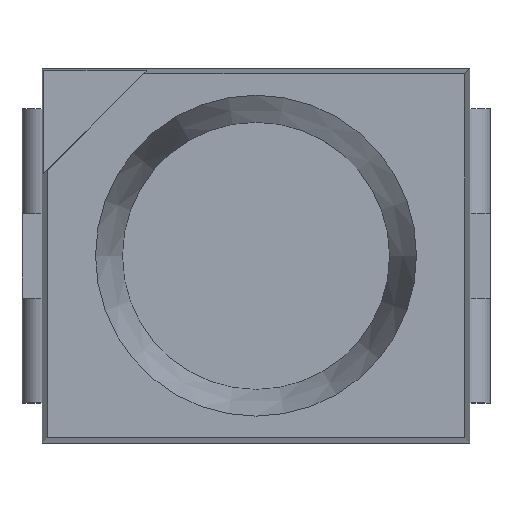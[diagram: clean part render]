
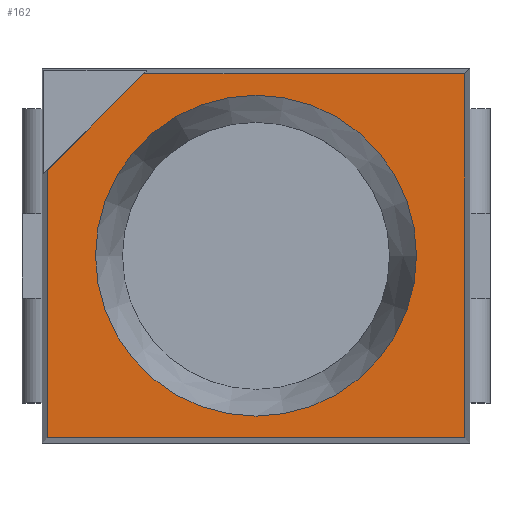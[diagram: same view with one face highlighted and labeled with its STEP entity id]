
A CAD part, top view. The second image highlights one B-rep face of the part: STEP entity #162.
In plain terms, the highlighted planar face has unit normal (0, 0, 1).
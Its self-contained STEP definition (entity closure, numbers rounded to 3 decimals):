
#162 = ADVANCED_FACE( '', ( #346, #347 ), #348, .T. );
#346 = FACE_BOUND( '', #554, .T. );
#347 = FACE_OUTER_BOUND( '', #555, .T. );
#348 = PLANE( '', #556 );
#554 = EDGE_LOOP( '', ( #937 ) );
#555 = EDGE_LOOP( '', ( #938, #939, #940, #941, #942 ) );
#556 = AXIS2_PLACEMENT_3D( '', #943, #944, #945 );
#937 = ORIENTED_EDGE( '', *, *, #1365, .T. );
#938 = ORIENTED_EDGE( '', *, *, #1284, .T. );
#939 = ORIENTED_EDGE( '', *, *, #1338, .T. );
#940 = ORIENTED_EDGE( '', *, *, #1366, .T. );
#941 = ORIENTED_EDGE( '', *, *, #1223, .T. );
#942 = ORIENTED_EDGE( '', *, *, #1367, .T. );
#943 = CARTESIAN_POINT( '', ( -1.6, -1.4, 1.9 ) );
#944 = DIRECTION( '', ( 0., 0., 1. ) );
#945 = DIRECTION( '', ( 1., 0., 0. ) );
#1223 = EDGE_CURVE( '', #1447, #1445, #1448, .F. );
#1284 = EDGE_CURVE( '', #1553, #1550, #1554, .F. );
#1338 = EDGE_CURVE( '', #1550, #1636, #1638, .T. );
#1365 = EDGE_CURVE( '', #1673, #1673, #1674, .T. );
#1366 = EDGE_CURVE( '', #1636, #1447, #1675, .F. );
#1367 = EDGE_CURVE( '', #1445, #1553, #1676, .F. );
#1445 = VERTEX_POINT( '', #1771 );
#1447 = VERTEX_POINT( '', #1774 );
#1448 = LINE( '', #1775, #1776 );
#1550 = VERTEX_POINT( '', #1917 );
#1553 = VERTEX_POINT( '', #1921 );
#1554 = LINE( '', #1922, #1923 );
#1636 = VERTEX_POINT( '', #2037 );
#1638 = LINE( '', #2040, #2041 );
#1673 = VERTEX_POINT( '', #2090 );
#1674 = CIRCLE( '', #2091, 1.2 );
#1675 = LINE( '', #2092, #2093 );
#1676 = LINE( '', #2094, #2095 );
#1771 = CARTESIAN_POINT( '', ( 1.561, -1.361, 1.9 ) );
#1774 = CARTESIAN_POINT( '', ( -1.561, -1.361, 1.9 ) );
#1775 = CARTESIAN_POINT( '', ( 0., -1.361, 1.9 ) );
#1776 = VECTOR( '', #2208, 1000. );
#1917 = CARTESIAN_POINT( '', ( -0.839, 1.361, 1.9 ) );
#1921 = CARTESIAN_POINT( '', ( 1.561, 1.361, 1.9 ) );
#1922 = CARTESIAN_POINT( '', ( 0., 1.361, 1.9 ) );
#1923 = VECTOR( '', #2276, 1000. );
#2037 = CARTESIAN_POINT( '', ( -1.561, 0.639, 1.9 ) );
#2040 = CARTESIAN_POINT( '', ( -0.8, 1.4, 1.9 ) );
#2041 = VECTOR( '', #2331, 1000. );
#2090 = CARTESIAN_POINT( '', ( -1.2, 0., 1.9 ) );
#2091 = AXIS2_PLACEMENT_3D( '', #2364, #2365, #2366 );
#2092 = CARTESIAN_POINT( '', ( -1.561, 0., 1.9 ) );
#2093 = VECTOR( '', #2367, 1000. );
#2094 = CARTESIAN_POINT( '', ( 1.561, 0., 1.9 ) );
#2095 = VECTOR( '', #2368, 1000. );
#2208 = DIRECTION( '', ( -1., 0., 0. ) );
#2276 = DIRECTION( '', ( 1., 0., 0. ) );
#2331 = DIRECTION( '', ( -0.707, -0.707, 0. ) );
#2364 = CARTESIAN_POINT( '', ( 0., 0., 1.9 ) );
#2365 = DIRECTION( '', ( 0., 0., -1. ) );
#2366 = DIRECTION( '', ( -1., 0., 0. ) );
#2367 = DIRECTION( '', ( 0., 1., 0. ) );
#2368 = DIRECTION( '', ( 0., -1., 0. ) );
